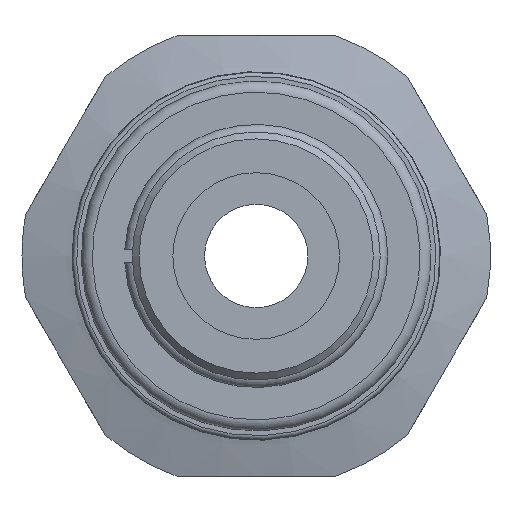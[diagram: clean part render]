
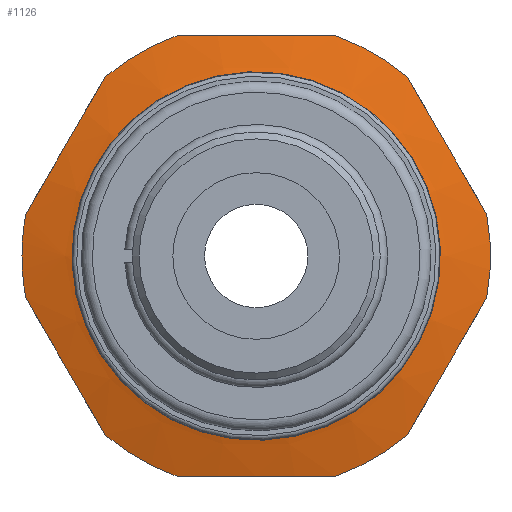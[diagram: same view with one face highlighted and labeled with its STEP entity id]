
A CAD part, left-side view. The second image highlights one B-rep face of the part: STEP entity #1126.
In plain terms, the highlighted conical face has half-angle 75 degrees and reference radius 13.875 mm.
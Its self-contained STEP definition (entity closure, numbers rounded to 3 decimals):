
#35=CONICAL_SURFACE('',#1237,13.875,1.309);
#43=(
BOUNDED_CURVE()
B_SPLINE_CURVE(2,(#1791,#1792,#1793),.UNSPECIFIED.,.F.,.F.)
B_SPLINE_CURVE_WITH_KNOTS((3,3),(0.,1.15),.UNSPECIFIED.)
CURVE()
GEOMETRIC_REPRESENTATION_ITEM()
RATIONAL_B_SPLINE_CURVE((1.,1.063,1.))
REPRESENTATION_ITEM('')
);
#45=(
BOUNDED_CURVE()
B_SPLINE_CURVE(2,(#1802,#1803,#1804),.UNSPECIFIED.,.F.,.F.)
B_SPLINE_CURVE_WITH_KNOTS((3,3),(0.,1.15),.UNSPECIFIED.)
CURVE()
GEOMETRIC_REPRESENTATION_ITEM()
RATIONAL_B_SPLINE_CURVE((1.,1.063,1.))
REPRESENTATION_ITEM('')
);
#49=(
BOUNDED_CURVE()
B_SPLINE_CURVE(2,(#1823,#1824,#1825),.UNSPECIFIED.,.F.,.F.)
B_SPLINE_CURVE_WITH_KNOTS((3,3),(0.,1.15),.UNSPECIFIED.)
CURVE()
GEOMETRIC_REPRESENTATION_ITEM()
RATIONAL_B_SPLINE_CURVE((1.,1.063,1.))
REPRESENTATION_ITEM('')
);
#51=(
BOUNDED_CURVE()
B_SPLINE_CURVE(2,(#1834,#1835,#1836),.UNSPECIFIED.,.F.,.F.)
B_SPLINE_CURVE_WITH_KNOTS((3,3),(0.,1.15),.UNSPECIFIED.)
CURVE()
GEOMETRIC_REPRESENTATION_ITEM()
RATIONAL_B_SPLINE_CURVE((1.,1.063,1.))
REPRESENTATION_ITEM('')
);
#55=(
BOUNDED_CURVE()
B_SPLINE_CURVE(2,(#1855,#1856,#1857),.UNSPECIFIED.,.F.,.F.)
B_SPLINE_CURVE_WITH_KNOTS((3,3),(0.,1.15),.UNSPECIFIED.)
CURVE()
GEOMETRIC_REPRESENTATION_ITEM()
RATIONAL_B_SPLINE_CURVE((1.,1.063,1.))
REPRESENTATION_ITEM('')
);
#57=(
BOUNDED_CURVE()
B_SPLINE_CURVE(2,(#1866,#1867,#1868),.UNSPECIFIED.,.F.,.F.)
B_SPLINE_CURVE_WITH_KNOTS((3,3),(0.,1.15),.UNSPECIFIED.)
CURVE()
GEOMETRIC_REPRESENTATION_ITEM()
RATIONAL_B_SPLINE_CURVE((1.,1.063,1.))
REPRESENTATION_ITEM('')
);
#174=FACE_OUTER_BOUND('',#237,.T.);
#237=EDGE_LOOP('',(#858,#859,#860,#861,#862,#863,#864,#865,#866,#867,#868,
#869,#870,#871,#872,#873,#874));
#301=LINE('',#1903,#334);
#334=VECTOR('',#1484,13.875);
#362=CIRCLE('',#1200,10.75);
#363=CIRCLE('',#1201,10.75);
#371=CIRCLE('',#1217,17.);
#373=CIRCLE('',#1220,17.);
#375=CIRCLE('',#1223,17.);
#378=CIRCLE('',#1227,17.);
#379=CIRCLE('',#1229,17.);
#380=CIRCLE('',#1230,17.);
#382=CIRCLE('',#1238,17.);
#473=VERTEX_POINT('',#1763);
#474=VERTEX_POINT('',#1764);
#483=VERTEX_POINT('',#1788);
#484=VERTEX_POINT('',#1790);
#486=VERTEX_POINT('',#1800);
#487=VERTEX_POINT('',#1801);
#491=VERTEX_POINT('',#1820);
#492=VERTEX_POINT('',#1822);
#494=VERTEX_POINT('',#1832);
#495=VERTEX_POINT('',#1833);
#499=VERTEX_POINT('',#1852);
#500=VERTEX_POINT('',#1854);
#502=VERTEX_POINT('',#1864);
#503=VERTEX_POINT('',#1865);
#506=VERTEX_POINT('',#1892);
#596=EDGE_CURVE('',#473,#474,#362,.T.);
#597=EDGE_CURVE('',#474,#473,#363,.T.);
#608=EDGE_CURVE('',#484,#483,#43,.T.);
#611=EDGE_CURVE('',#486,#487,#45,.T.);
#618=EDGE_CURVE('',#492,#491,#49,.T.);
#621=EDGE_CURVE('',#494,#495,#51,.T.);
#628=EDGE_CURVE('',#500,#499,#55,.T.);
#631=EDGE_CURVE('',#502,#503,#57,.T.);
#636=EDGE_CURVE('',#500,#503,#371,.T.);
#638=EDGE_CURVE('',#484,#495,#373,.T.);
#640=EDGE_CURVE('',#492,#499,#375,.T.);
#643=EDGE_CURVE('',#494,#487,#378,.T.);
#644=EDGE_CURVE('',#486,#506,#379,.T.);
#645=EDGE_CURVE('',#506,#491,#380,.T.);
#647=EDGE_CURVE('',#502,#483,#382,.T.);
#648=EDGE_CURVE('',#506,#474,#301,.T.);
#858=ORIENTED_EDGE('',*,*,#608,.T.);
#859=ORIENTED_EDGE('',*,*,#647,.F.);
#860=ORIENTED_EDGE('',*,*,#631,.T.);
#861=ORIENTED_EDGE('',*,*,#636,.F.);
#862=ORIENTED_EDGE('',*,*,#628,.T.);
#863=ORIENTED_EDGE('',*,*,#640,.F.);
#864=ORIENTED_EDGE('',*,*,#618,.T.);
#865=ORIENTED_EDGE('',*,*,#645,.F.);
#866=ORIENTED_EDGE('',*,*,#648,.T.);
#867=ORIENTED_EDGE('',*,*,#597,.T.);
#868=ORIENTED_EDGE('',*,*,#596,.T.);
#869=ORIENTED_EDGE('',*,*,#648,.F.);
#870=ORIENTED_EDGE('',*,*,#644,.F.);
#871=ORIENTED_EDGE('',*,*,#611,.T.);
#872=ORIENTED_EDGE('',*,*,#643,.F.);
#873=ORIENTED_EDGE('',*,*,#621,.T.);
#874=ORIENTED_EDGE('',*,*,#638,.F.);
#1126=ADVANCED_FACE('',(#174),#35,.T.);
#1200=AXIS2_PLACEMENT_3D('',#1765,#1393,#1394);
#1201=AXIS2_PLACEMENT_3D('',#1766,#1395,#1396);
#1217=AXIS2_PLACEMENT_3D('',#1880,#1440,#1441);
#1220=AXIS2_PLACEMENT_3D('',#1883,#1446,#1447);
#1223=AXIS2_PLACEMENT_3D('',#1886,#1452,#1453);
#1227=AXIS2_PLACEMENT_3D('',#1890,#1460,#1461);
#1229=AXIS2_PLACEMENT_3D('',#1893,#1464,#1465);
#1230=AXIS2_PLACEMENT_3D('',#1894,#1466,#1467);
#1237=AXIS2_PLACEMENT_3D('',#1901,#1480,#1481);
#1238=AXIS2_PLACEMENT_3D('',#1902,#1482,#1483);
#1393=DIRECTION('center_axis',(1.,0.,0.));
#1394=DIRECTION('ref_axis',(0.,-1.,0.));
#1395=DIRECTION('center_axis',(1.,0.,0.));
#1396=DIRECTION('ref_axis',(0.,-1.,0.));
#1440=DIRECTION('center_axis',(1.,0.,0.));
#1441=DIRECTION('ref_axis',(0.,-1.,0.));
#1446=DIRECTION('center_axis',(1.,0.,0.));
#1447=DIRECTION('ref_axis',(0.,-1.,0.));
#1452=DIRECTION('center_axis',(1.,0.,0.));
#1453=DIRECTION('ref_axis',(0.,-1.,0.));
#1460=DIRECTION('center_axis',(1.,0.,0.));
#1461=DIRECTION('ref_axis',(0.,-1.,0.));
#1464=DIRECTION('center_axis',(1.,0.,0.));
#1465=DIRECTION('ref_axis',(0.,-1.,0.));
#1466=DIRECTION('center_axis',(1.,0.,0.));
#1467=DIRECTION('ref_axis',(0.,-1.,0.));
#1480=DIRECTION('center_axis',(1.,0.,0.));
#1481=DIRECTION('ref_axis',(0.,-1.,0.));
#1482=DIRECTION('center_axis',(1.,0.,0.));
#1483=DIRECTION('ref_axis',(0.,-1.,0.));
#1484=DIRECTION('',(-0.259,-0.966,0.));
#1763=CARTESIAN_POINT('',(25.,-10.75,0.));
#1764=CARTESIAN_POINT('',(25.,10.75,0.));
#1765=CARTESIAN_POINT('Origin',(25.,0.,0.));
#1766=CARTESIAN_POINT('Origin',(25.,0.,0.));
#1788=CARTESIAN_POINT('',(26.675,-16.729,-3.025));
#1790=CARTESIAN_POINT('',(26.675,-10.984,-12.975));
#1791=CARTESIAN_POINT('Ctrl Pts',(26.675,-10.984,-12.975));
#1792=CARTESIAN_POINT('Ctrl Pts',(26.155,-13.856,-8.));
#1793=CARTESIAN_POINT('Ctrl Pts',(26.675,-16.729,-3.025));
#1800=CARTESIAN_POINT('',(26.675,16.729,-3.025));
#1801=CARTESIAN_POINT('',(26.675,10.984,-12.975));
#1802=CARTESIAN_POINT('Ctrl Pts',(26.675,16.729,-3.025));
#1803=CARTESIAN_POINT('Ctrl Pts',(26.155,13.856,-8.));
#1804=CARTESIAN_POINT('Ctrl Pts',(26.675,10.984,-12.975));
#1820=CARTESIAN_POINT('',(26.675,16.729,3.025));
#1822=CARTESIAN_POINT('',(26.675,10.984,12.975));
#1823=CARTESIAN_POINT('Ctrl Pts',(26.675,10.984,12.975));
#1824=CARTESIAN_POINT('Ctrl Pts',(26.155,13.856,8.));
#1825=CARTESIAN_POINT('Ctrl Pts',(26.675,16.729,3.025));
#1832=CARTESIAN_POINT('',(26.675,5.745,-16.));
#1833=CARTESIAN_POINT('',(26.675,-5.745,-16.));
#1834=CARTESIAN_POINT('Ctrl Pts',(26.675,5.745,-16.));
#1835=CARTESIAN_POINT('Ctrl Pts',(26.155,0.,
-16.));
#1836=CARTESIAN_POINT('Ctrl Pts',(26.675,-5.745,-16.));
#1852=CARTESIAN_POINT('',(26.675,5.745,16.));
#1854=CARTESIAN_POINT('',(26.675,-5.745,16.));
#1855=CARTESIAN_POINT('Ctrl Pts',(26.675,-5.745,16.));
#1856=CARTESIAN_POINT('Ctrl Pts',(26.155,0.,
16.));
#1857=CARTESIAN_POINT('Ctrl Pts',(26.675,5.745,16.));
#1864=CARTESIAN_POINT('',(26.675,-16.729,3.025));
#1865=CARTESIAN_POINT('',(26.675,-10.984,12.975));
#1866=CARTESIAN_POINT('Ctrl Pts',(26.675,-16.729,3.025));
#1867=CARTESIAN_POINT('Ctrl Pts',(26.155,-13.856,8.));
#1868=CARTESIAN_POINT('Ctrl Pts',(26.675,-10.984,12.975));
#1880=CARTESIAN_POINT('Origin',(26.675,0.,0.));
#1883=CARTESIAN_POINT('Origin',(26.675,0.,0.));
#1886=CARTESIAN_POINT('Origin',(26.675,0.,0.));
#1890=CARTESIAN_POINT('Origin',(26.675,0.,0.));
#1892=CARTESIAN_POINT('',(26.675,17.,0.));
#1893=CARTESIAN_POINT('Origin',(26.675,0.,0.));
#1894=CARTESIAN_POINT('Origin',(26.675,0.,0.));
#1901=CARTESIAN_POINT('Origin',(25.837,0.,0.));
#1902=CARTESIAN_POINT('Origin',(26.675,0.,0.));
#1903=CARTESIAN_POINT('',(25.837,13.875,0.));
